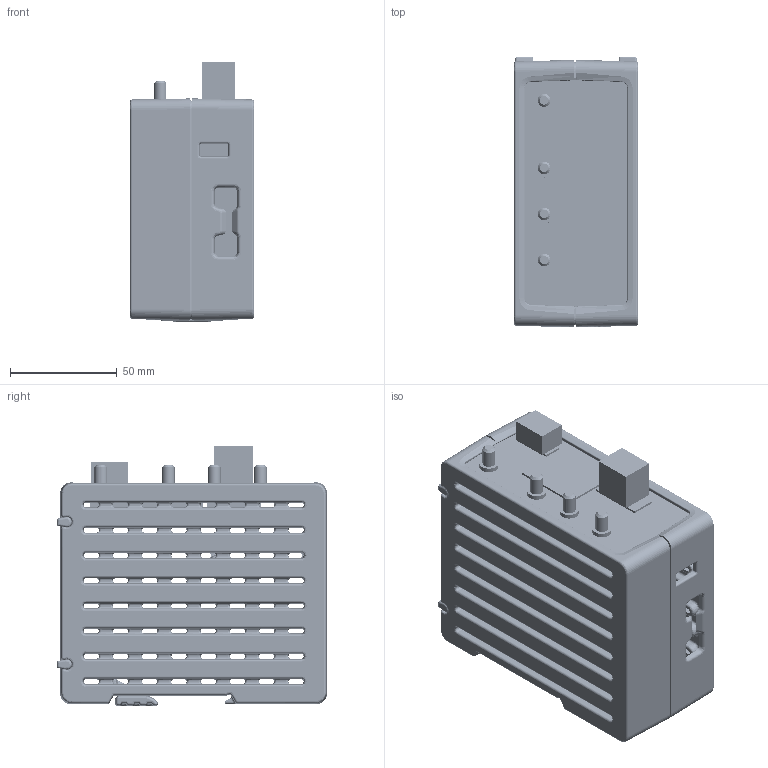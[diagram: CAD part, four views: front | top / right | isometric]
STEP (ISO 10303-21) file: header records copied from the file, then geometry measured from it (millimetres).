
FILE_DESCRIPTION (( 'STEP AP203' ), '1' );
FILE_NAME ('Lock 500.STEP', '2018-10-10T10:36:52', ( 'tmp' ), ( '' ), 'SwSTEP 2.0', 'SolidWorks 2017', '' );
FILE_SCHEMA (( 'CONFIG_CONTROL_DESIGN' ));
Length unit declared in the file: millimetre
Products named in the file (9): L5-1-05A_0; L5-1-08A_0; kaapeliliittimet^Lock 500_0; Lock 500; L5-1-01A-machined_0; L5-1-02A-machined_0; L5-1-03A_0; sma^Lock 500_0; liittimet^Lock 500_0
Assembly tree (11 placements, depth 2):
  Lock 500
    L5-1-01A-machined_0
    L5-1-02A-machined_0
    L5-1-03A_0
    sma^Lock 500_0
    liittimet^Lock 500_0
    L5-1-05A_0
    L5-1-08A_0  x4
    kaapeliliittimet^Lock 500_0
Bounding box: 58 x 126.5 x 121.85 mm (x, y, z)
Volume: 156809.3 mm3; surface area: 135928.3 mm2
Topology: 22 solids, 22 shells, 4496 faces, 11050 edges, 6145 vertices
Faces by surface type: bspline 2248, cylinder 1031, plane 623, cone 556, torus 38
Entity records: 232268 total; most frequent: CARTESIAN_POINT 150072, ORIENTED_EDGE 20118, DIRECTION 13026, EDGE_CURVE 10059, VERTEX_POINT 5772, AXIS2_PLACEMENT_3D 4984, EDGE_LOOP 4417, ADVANCED_FACE 4220
